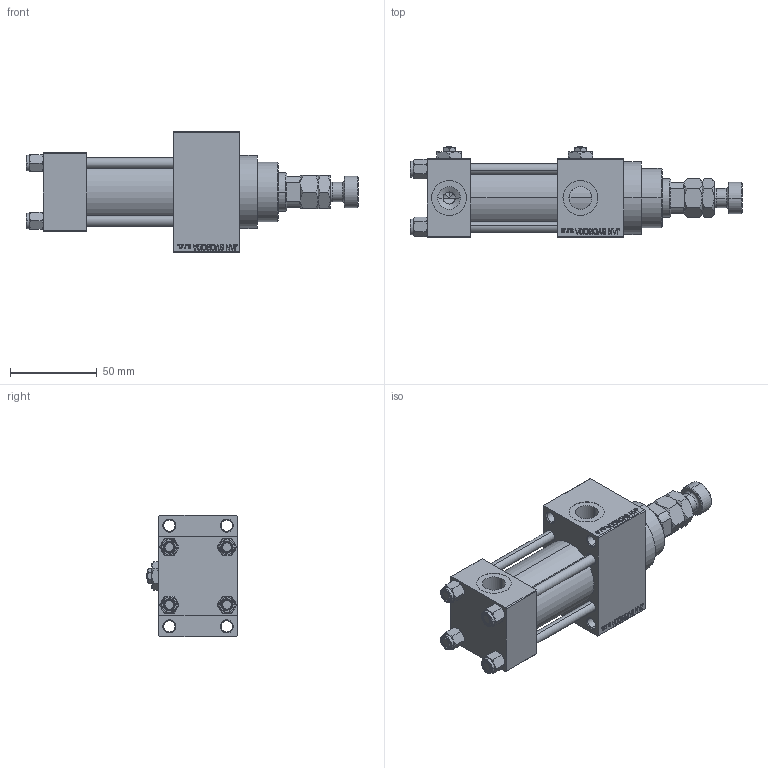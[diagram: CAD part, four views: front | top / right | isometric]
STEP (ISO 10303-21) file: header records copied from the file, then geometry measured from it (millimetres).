
FILE_DESCRIPTION (( 'STEP AP203' ), '1' );
FILE_NAME ('6566.STEP', '2022-04-14T13:46:34', ( '' ), ( '' ), 'SwSTEP 2.0', 'SolidWorks 2019', '' );
FILE_SCHEMA (( 'CONFIG_CONTROL_DESIGN' ));
Length unit declared in the file: millimetre
Products named in the file (8): NUT_M5_D 07d14cd2ab56bd932b62ba77d0dd5486; V215CR_D_Body 07d14cd2ab56bd932b62ba77d0dd5486; V215CR_VCP_D 07d14cd2ab56bd932b62ba77d0dd5486; MFA 07d14cd2ab56bd932b62ba77d0dd5486; 6566; V215_VC_A 07d14cd2ab56bd932b62ba77d0dd5486; Zatka_pro_OIL_PORT 07d14cd2ab56bd932b62ba77d0dd5486; V215CR_D_TYCINKA 07d14cd2ab56bd932b62ba77d0dd5486
Assembly tree (14 placements, depth 2):
  6566
    V215CR_D_Body 07d14cd2ab56bd932b62ba77d0dd5486
    V215CR_VCP_D 07d14cd2ab56bd932b62ba77d0dd5486
    NUT_M5_D 07d14cd2ab56bd932b62ba77d0dd5486  x4
    V215CR_D_TYCINKA 07d14cd2ab56bd932b62ba77d0dd5486  x4
    V215_VC_A 07d14cd2ab56bd932b62ba77d0dd5486
    MFA 07d14cd2ab56bd932b62ba77d0dd5486
    Zatka_pro_OIL_PORT 07d14cd2ab56bd932b62ba77d0dd5486  x2
Bounding box: 191 x 52 x 70 mm (x, y, z)
Volume: 249692.5 mm3; surface area: 84321.4 mm2
Topology: 14 solids, 14 shells, 1255 faces, 3083 edges, 1974 vertices
Faces by surface type: plane 558, bspline 368, cone 214, cylinder 103, torus 12
Entity records: 50827 total; most frequent: CARTESIAN_POINT 26206, ORIENTED_EDGE 5466, DIRECTION 3637, EDGE_CURVE 2733, VERTEX_POINT 1772, LINE 1571, VECTOR 1571, EDGE_LOOP 1233
